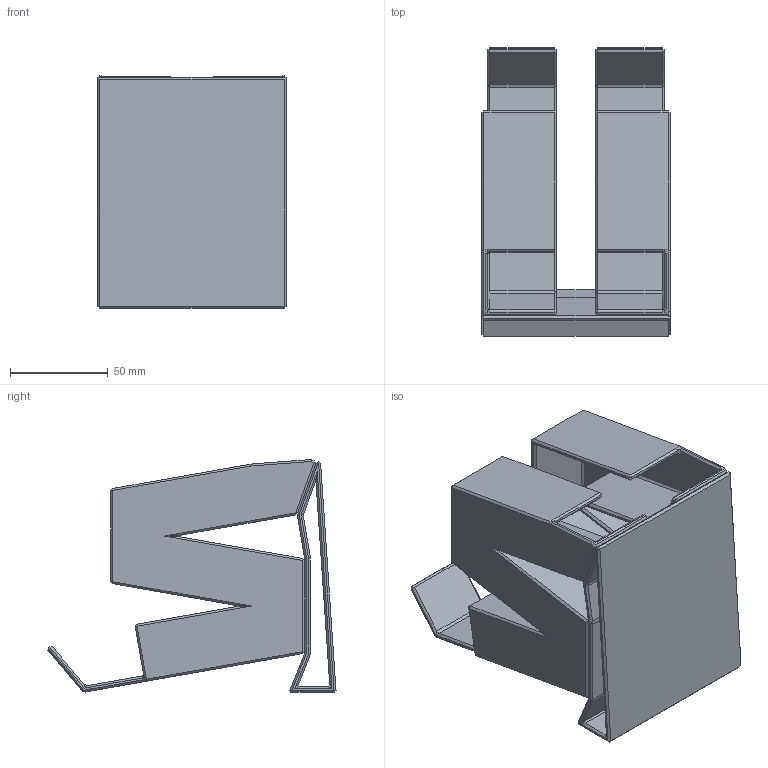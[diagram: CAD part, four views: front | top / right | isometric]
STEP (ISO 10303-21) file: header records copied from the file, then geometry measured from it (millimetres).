
FILE_DESCRIPTION(/* description */ (''),/* implementation_level */ '2;1');
FILE_NAME(/* name */ 'glue holder v1.step',/* time_stamp */ '2021-09-22T02:00:59+09:00',/* author */ (''),/* organization */ (''),/* preprocessor_version */ 'ST-DEVELOPER v18.1',/* originating_system */ 'Autodesk Translation Framework v10.10.0.1391',/* authorisation */ '');
FILE_SCHEMA (('AUTOMOTIVE_DESIGN { 1 0 10303 214 3 1 1 }'));
Length unit declared in the file: millimetre
Products named in the file (1): glue holder
Bounding box: 96 x 147.06 x 118.84 mm (x, y, z)
Volume: 244057.6 mm3; surface area: 164767.7 mm2
Topology: 3 solids, 3 shells, 461 faces, 941 edges, 486 vertices
Faces by surface type: plane 429, bspline 32
Entity records: 12418 total; most frequent: CARTESIAN_POINT 3169, ORIENTED_EDGE 1882, DIRECTION 1769, EDGE_CURVE 941, LINE 909, VECTOR 909, VERTEX_POINT 486, EDGE_LOOP 463
